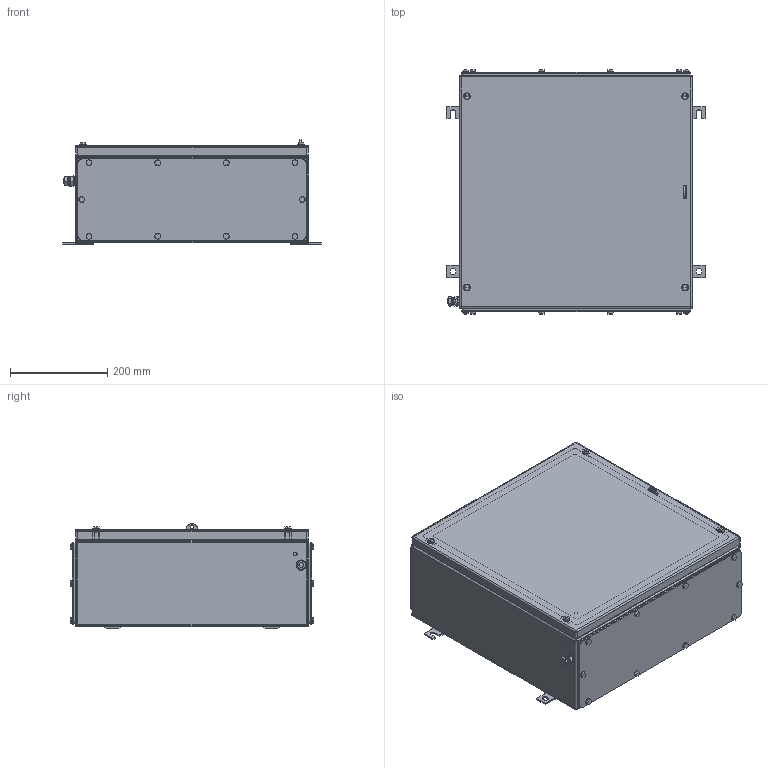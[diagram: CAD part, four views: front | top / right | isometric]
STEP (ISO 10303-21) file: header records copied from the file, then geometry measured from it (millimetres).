
FILE_DESCRIPTION(('CATIA V5 STEP Exchange','CAx-IF Rec.Pracs.--- Model Styling and Organization---1.4--- 2014-01-23'),'2;1');
FILE_NAME ('008556-5_3_1195170000_1195170000.stp','2019-09-20T10:53:53+00:00',('none'),('Weidmueller'),'CATIA Version 5-6 Release 2016 SP3 HF44','CATIA V5 STEP AP214','none');
FILE_SCHEMA(('AUTOMOTIVE_DESIGN { 1 0 10303 214 1 1 1 1 }'));
Length unit declared in the file: millimetre
Products named in the file (1): 11951700000
Bounding box: 531 x 502 x 215 mm (x, y, z)
Volume: 1977168.6 mm3; surface area: 2163222.8 mm2
Topology: 78 solids, 78 shells, 1802 faces, 4272 edges, 2696 vertices
Faces by surface type: plane 847, cylinder 745, cone 164, sphere 24, torus 22
Entity records: 49645 total; most frequent: CARTESIAN_POINT 10452, ORIENTED_EDGE 8400, DIRECTION 6587, EDGE_CURVE 4200, AXIS2_PLACEMENT_3D 2757, VERTEX_POINT 2696, VECTOR 2512, LINE 2512
